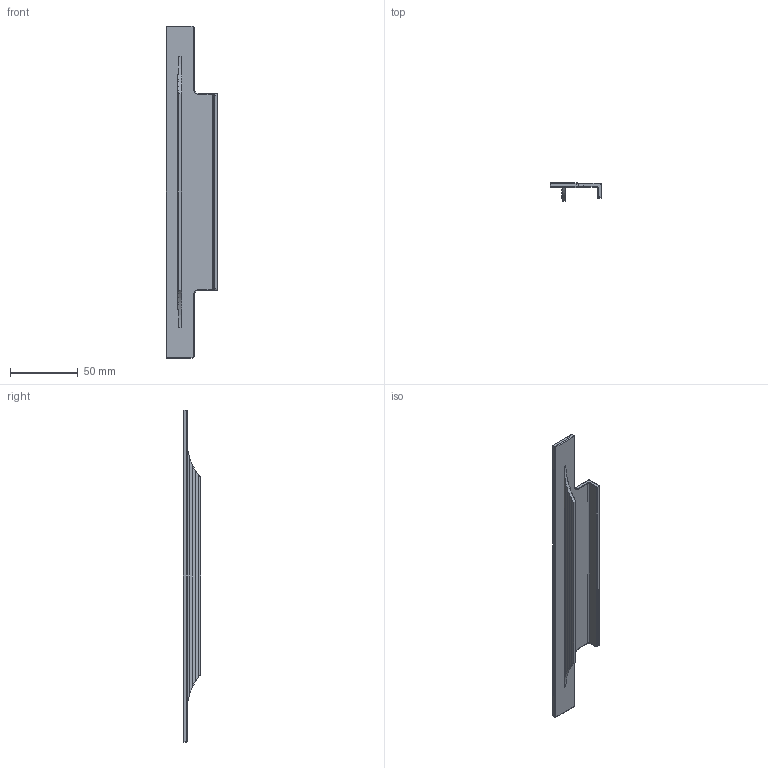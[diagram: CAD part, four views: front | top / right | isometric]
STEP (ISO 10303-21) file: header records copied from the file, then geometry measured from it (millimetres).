
FILE_DESCRIPTION(('Creo Elements/Direct Modeling STEP Export'),'2;1');
FILE_NAME('2466-245.stp','2021-05-12T12:40:31',(''),(''),'Creo Elements/Direct Modeling STEP processor for AP214 (Solid Model)','Creo Elements/Direct Modeling 20.0 12-Nov-2016 (C) Parametric Technology GmbH','');
FILE_SCHEMA(('AUTOMOTIVE_DESIGN { 1 0 10303 214 1 1 1 1 }'));
Length unit declared in the file: millimetre
Products named in the file (2): AL-10759
Assembly tree (1 placements, depth 2):
  AL-10759
    AL-10759
Bounding box: 38 x 13 x 245 mm (x, y, z)
Volume: 29915.8 mm3; surface area: 22705.1 mm2
Topology: 1 solids, 1 shells, 89 faces, 218 edges, 128 vertices
Faces by surface type: plane 37, cylinder 32, torus 16, sphere 4
Entity records: 2621 total; most frequent: DIRECTION 496, CARTESIAN_POINT 433, ORIENTED_EDGE 428, EDGE_CURVE 214, AXIS2_PLACEMENT_3D 191, VERTEX_POINT 128, VECTOR 114, LINE 114
